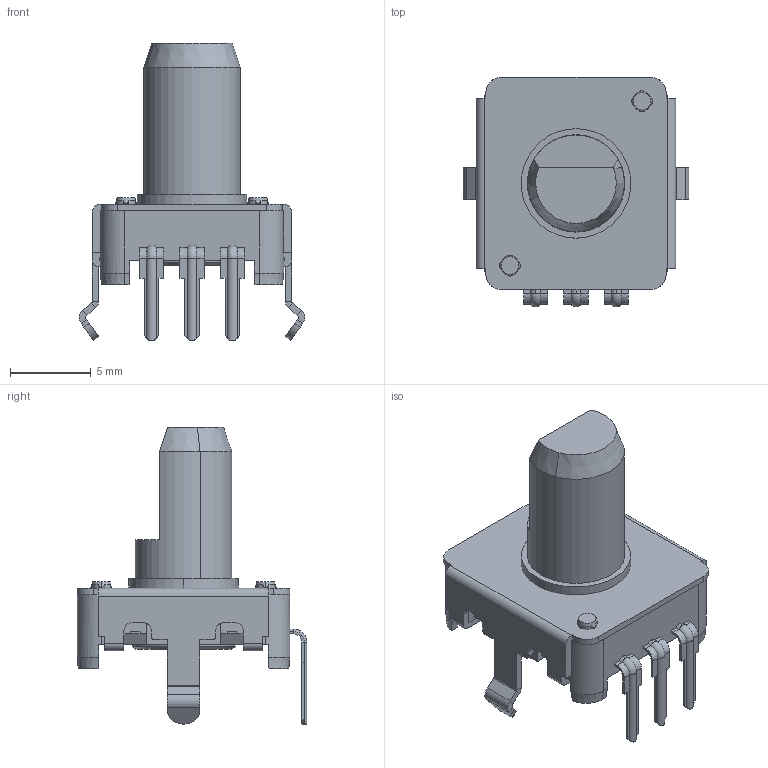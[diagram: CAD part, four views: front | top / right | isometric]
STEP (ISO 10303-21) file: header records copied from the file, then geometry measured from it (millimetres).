
FILE_DESCRIPTION (( 'STEP AP214' ), '1' );
FILE_NAME ('EC12E-150.STEP', '2011-02-14T08:32:15', ( '' ), ( '' ), 'SwSTEP 2.0', 'SolidWorks 2007', '' );
FILE_SCHEMA (( 'AUTOMOTIVE_DESIGN' ));
Length unit declared in the file: millimetre
Products named in the file (1): EC12E-150
Bounding box: 14 x 14.25 x 18.5 mm (x, y, z)
Volume: 679.9 mm3; surface area: 1063.9 mm2
Topology: 1 solids, 1 shells, 465 faces, 1192 edges, 735 vertices
Faces by surface type: plane 311, cylinder 122, cone 17, torus 15
Entity records: 19012 total; most frequent: CARTESIAN_POINT 2653, ORIENTED_EDGE 2384, DIRECTION 2359, EDGE_CURVE 1192, LINE 877, VECTOR 877, AXIS2_PLACEMENT_3D 741, VERTEX_POINT 735
